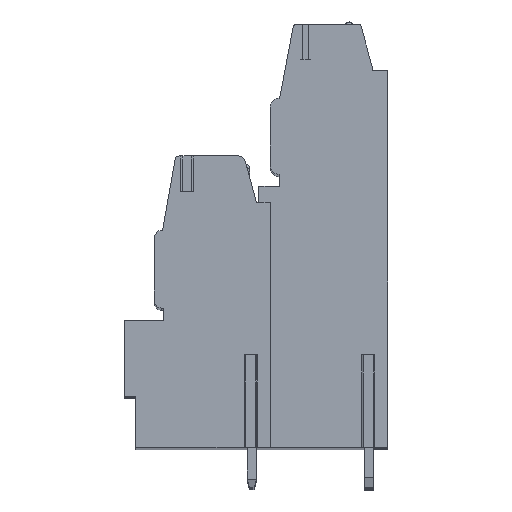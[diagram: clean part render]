
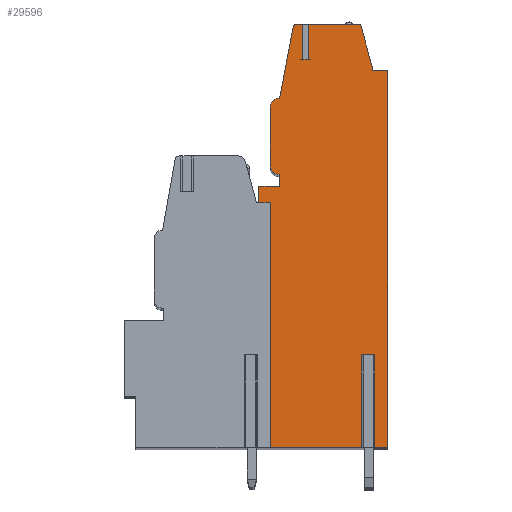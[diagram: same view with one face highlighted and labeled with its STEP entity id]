
A CAD part, top view. The second image highlights one B-rep face of the part: STEP entity #29596.
In plain terms, the highlighted planar face has unit normal (0, 0, 1).
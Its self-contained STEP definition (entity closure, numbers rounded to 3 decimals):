
#13=DIRECTION('',(0.,1.,0.));
#14=VECTOR('',#13,14.45);
#15=CARTESIAN_POINT('',(1.,-19.1,104.14));
#16=LINE('',#15,#14);
#17=DIRECTION('',(0.,-1.,0.));
#18=VECTOR('',#17,1.45);
#19=CARTESIAN_POINT('',(0.,3.5,104.14));
#20=LINE('',#19,#18);
#21=DIRECTION('',(-1.,0.,0.));
#22=VECTOR('',#21,1.8);
#23=CARTESIAN_POINT('',(1.8,3.5,104.14));
#24=LINE('',#23,#22);
#25=DIRECTION('',(0.,-1.,0.));
#26=VECTOR('',#25,1.);
#27=CARTESIAN_POINT('',(1.8,4.5,104.14));
#28=LINE('',#27,#26);
#29=CARTESIAN_POINT('',(1.8,5.3,104.14));
#30=DIRECTION('',(0.,0.,1.));
#31=DIRECTION('',(-1.,0.,0.));
#32=AXIS2_PLACEMENT_3D('',#29,#30,#31);
#34=DIRECTION('',(0.,-1.,0.));
#35=VECTOR('',#34,5.);
#36=CARTESIAN_POINT('',(1.,10.3,104.14));
#37=LINE('',#36,#35);
#38=CARTESIAN_POINT('',(1.8,10.3,104.14));
#39=DIRECTION('',(0.,0.,1.));
#40=DIRECTION('',(0.,1.,0.));
#41=AXIS2_PLACEMENT_3D('',#38,#39,#40);
#43=DIRECTION('',(-0.186,-0.983,0.));
#44=VECTOR('',#43,6.265);
#45=CARTESIAN_POINT('',(2.964,17.256,104.14));
#46=LINE('',#45,#44);
#47=CARTESIAN_POINT('',(3.259,17.2,104.14));
#48=DIRECTION('',(0.,0.,1.));
#49=DIRECTION('',(0.,1.,0.));
#50=AXIS2_PLACEMENT_3D('',#47,#48,#49);
#52=DIRECTION('',(-1.,0.,0.));
#53=VECTOR('',#52,0.551);
#54=CARTESIAN_POINT('',(3.81,17.5,104.14));
#55=LINE('',#54,#53);
#56=DIRECTION('',(0.,-1.,0.));
#57=VECTOR('',#56,3.05);
#58=CARTESIAN_POINT('',(3.81,17.5,104.14));
#59=LINE('',#58,#57);
#60=DIRECTION('',(1.,0.,0.));
#61=VECTOR('',#60,0.5);
#62=CARTESIAN_POINT('',(3.81,14.45,104.14));
#63=LINE('',#62,#61);
#64=DIRECTION('',(0.,-1.,0.));
#65=VECTOR('',#64,3.05);
#66=CARTESIAN_POINT('',(4.31,17.5,104.14));
#67=LINE('',#66,#65);
#68=DIRECTION('',(-1.,0.,0.));
#69=VECTOR('',#68,4.27);
#70=CARTESIAN_POINT('',(8.58,17.5,104.14));
#71=LINE('',#70,#69);
#72=CARTESIAN_POINT('',(8.58,17.2,104.14));
#73=DIRECTION('',(0.,0.,1.));
#74=DIRECTION('',(0.965,0.261,0.));
#75=AXIS2_PLACEMENT_3D('',#72,#73,#74);
#77=DIRECTION('',(-0.261,0.965,0.));
#78=VECTOR('',#77,3.539);
#79=CARTESIAN_POINT('',(9.792,13.861,104.14));
#80=LINE('',#79,#78);
#81=DIRECTION('',(-0.035,0.999,0.));
#82=VECTOR('',#81,0.361);
#83=CARTESIAN_POINT('',(9.805,13.5,104.14));
#84=LINE('',#83,#82);
#85=DIRECTION('',(-1.,0.,0.));
#86=VECTOR('',#85,1.355);
#87=CARTESIAN_POINT('',(11.16,13.5,104.14));
#88=LINE('',#87,#86);
#89=DIRECTION('',(0.,1.,0.));
#90=VECTOR('',#89,32.6);
#91=CARTESIAN_POINT('',(11.16,-19.1,104.14));
#92=LINE('',#91,#90);
#93=DIRECTION('',(1.,0.,0.));
#94=VECTOR('',#93,1.39);
#95=CARTESIAN_POINT('',(9.77,-19.1,104.14));
#96=LINE('',#95,#94);
#97=DIRECTION('',(0.,1.,0.));
#98=VECTOR('',#97,8.);
#99=CARTESIAN_POINT('',(9.77,-19.1,104.14));
#100=LINE('',#99,#98);
#101=DIRECTION('',(-1.,0.,0.));
#102=VECTOR('',#101,0.62);
#103=CARTESIAN_POINT('',(9.77,-11.1,104.14));
#104=LINE('',#103,#102);
#105=DIRECTION('',(0.,1.,0.));
#106=VECTOR('',#105,8.);
#107=CARTESIAN_POINT('',(9.15,-19.1,104.14));
#108=LINE('',#107,#106);
#109=DIRECTION('',(1.,0.,0.));
#110=VECTOR('',#109,8.15);
#111=CARTESIAN_POINT('',(1.,-19.1,104.14));
#112=LINE('',#111,#110);
#133=DIRECTION('',(-1.,0.,0.));
#134=VECTOR('',#133,1.195);
#135=CARTESIAN_POINT('',(1.,-4.65,104.14));
#136=LINE('',#135,#134);
#141=DIRECTION('',(-1.,0.,0.));
#142=VECTOR('',#141,0.195);
#143=CARTESIAN_POINT('',(0.,2.05,104.14));
#144=LINE('',#143,#142);
#979=DIRECTION('',(0.,-1.,0.));
#980=VECTOR('',#979,6.7);
#981=CARTESIAN_POINT('',(-0.195,2.05,104.14));
#982=LINE('',#981,#980);
#23258=CARTESIAN_POINT('',(11.16,-19.1,104.14));
#23259=CARTESIAN_POINT('',(11.16,13.5,104.14));
#23260=VERTEX_POINT('',#23258);
#23261=VERTEX_POINT('',#23259);
#23262=CARTESIAN_POINT('',(9.805,13.5,104.14));
#23263=VERTEX_POINT('',#23262);
#23264=CARTESIAN_POINT('',(9.792,13.861,104.14));
#23265=VERTEX_POINT('',#23264);
#23266=CARTESIAN_POINT('',(8.87,17.278,104.14));
#23267=VERTEX_POINT('',#23266);
#23268=CARTESIAN_POINT('',(8.58,17.5,104.14));
#23269=VERTEX_POINT('',#23268);
#23270=CARTESIAN_POINT('',(3.259,17.5,104.14));
#23271=CARTESIAN_POINT('',(2.964,17.256,104.14));
#23272=VERTEX_POINT('',#23270);
#23273=VERTEX_POINT('',#23271);
#23274=CARTESIAN_POINT('',(1.8,11.1,104.14));
#23275=VERTEX_POINT('',#23274);
#23276=CARTESIAN_POINT('',(1.,10.3,104.14));
#23277=VERTEX_POINT('',#23276);
#23278=CARTESIAN_POINT('',(1.,5.3,104.14));
#23279=VERTEX_POINT('',#23278);
#23280=CARTESIAN_POINT('',(1.8,4.5,104.14));
#23281=VERTEX_POINT('',#23280);
#23282=CARTESIAN_POINT('',(1.8,3.5,104.14));
#23283=VERTEX_POINT('',#23282);
#23284=CARTESIAN_POINT('',(0.,3.5,104.14));
#23285=VERTEX_POINT('',#23284);
#23390=CARTESIAN_POINT('',(1.,-19.1,104.14));
#23391=VERTEX_POINT('',#23390);
#23416=CARTESIAN_POINT('',(9.77,-11.1,104.14));
#23417=CARTESIAN_POINT('',(9.15,-11.1,104.14));
#23418=VERTEX_POINT('',#23416);
#23419=VERTEX_POINT('',#23417);
#23420=CARTESIAN_POINT('',(9.77,-19.1,104.14));
#23421=VERTEX_POINT('',#23420);
#23422=CARTESIAN_POINT('',(9.15,-19.1,104.14));
#23423=VERTEX_POINT('',#23422);
#23460=CARTESIAN_POINT('',(3.81,14.45,104.14));
#23461=CARTESIAN_POINT('',(4.31,14.45,104.14));
#23462=VERTEX_POINT('',#23460);
#23463=VERTEX_POINT('',#23461);
#23464=CARTESIAN_POINT('',(4.31,17.5,104.14));
#23465=VERTEX_POINT('',#23464);
#23466=CARTESIAN_POINT('',(3.81,17.5,104.14));
#23467=VERTEX_POINT('',#23466);
#23852=CARTESIAN_POINT('',(-0.195,-4.65,104.14));
#23854=VERTEX_POINT('',#23852);
#23856=CARTESIAN_POINT('',(0.,2.05,104.14));
#23857=CARTESIAN_POINT('',(-0.195,2.05,104.14));
#23858=VERTEX_POINT('',#23856);
#23859=VERTEX_POINT('',#23857);
#23864=CARTESIAN_POINT('',(1.,-4.65,104.14));
#23866=VERTEX_POINT('',#23864);
#29535=CARTESIAN_POINT('',(0.,0.,104.14));
#29536=DIRECTION('',(0.,0.,1.));
#29537=DIRECTION('',(1.,0.,0.));
#29538=AXIS2_PLACEMENT_3D('',#29535,#29536,#29537);
#29539=PLANE('',#29538);
#29541=ORIENTED_EDGE('',*,*,#29540,.T.);
#29543=ORIENTED_EDGE('',*,*,#29542,.T.);
#29545=ORIENTED_EDGE('',*,*,#29544,.F.);
#29547=ORIENTED_EDGE('',*,*,#29546,.F.);
#29549=ORIENTED_EDGE('',*,*,#29548,.F.);
#29551=ORIENTED_EDGE('',*,*,#29550,.F.);
#29553=ORIENTED_EDGE('',*,*,#29552,.F.);
#29555=ORIENTED_EDGE('',*,*,#29554,.F.);
#29557=ORIENTED_EDGE('',*,*,#29556,.F.);
#29559=ORIENTED_EDGE('',*,*,#29558,.F.);
#29561=ORIENTED_EDGE('',*,*,#29560,.F.);
#29563=ORIENTED_EDGE('',*,*,#29562,.F.);
#29565=ORIENTED_EDGE('',*,*,#29564,.F.);
#29567=ORIENTED_EDGE('',*,*,#29566,.T.);
#29569=ORIENTED_EDGE('',*,*,#29568,.T.);
#29571=ORIENTED_EDGE('',*,*,#29570,.F.);
#29573=ORIENTED_EDGE('',*,*,#29572,.F.);
#29575=ORIENTED_EDGE('',*,*,#29574,.F.);
#29577=ORIENTED_EDGE('',*,*,#29576,.F.);
#29579=ORIENTED_EDGE('',*,*,#29578,.F.);
#29581=ORIENTED_EDGE('',*,*,#29580,.F.);
#29583=ORIENTED_EDGE('',*,*,#29582,.F.);
#29585=ORIENTED_EDGE('',*,*,#29584,.F.);
#29587=ORIENTED_EDGE('',*,*,#29586,.T.);
#29589=ORIENTED_EDGE('',*,*,#29588,.T.);
#29591=ORIENTED_EDGE('',*,*,#29590,.F.);
#29593=ORIENTED_EDGE('',*,*,#29592,.F.);
#29594=EDGE_LOOP('',(#29541,#29543,#29545,#29547,#29549,#29551,#29553,#29555,
#29557,#29559,#29561,#29563,#29565,#29567,#29569,#29571,#29573,#29575,#29577,
#29579,#29581,#29583,#29585,#29587,#29589,#29591,#29593));
#29595=FACE_OUTER_BOUND('',#29594,.F.);
#33=CIRCLE('',#32,0.8);
#42=CIRCLE('',#41,0.8);
#51=CIRCLE('',#50,0.3);
#76=CIRCLE('',#75,0.3);
#29540=EDGE_CURVE('',#23391,#23866,#16,.T.);
#29542=EDGE_CURVE('',#23866,#23854,#136,.T.);
#29544=EDGE_CURVE('',#23859,#23854,#982,.T.);
#29546=EDGE_CURVE('',#23858,#23859,#144,.T.);
#29548=EDGE_CURVE('',#23285,#23858,#20,.T.);
#29550=EDGE_CURVE('',#23283,#23285,#24,.T.);
#29552=EDGE_CURVE('',#23281,#23283,#28,.T.);
#29554=EDGE_CURVE('',#23279,#23281,#33,.T.);
#29556=EDGE_CURVE('',#23277,#23279,#37,.T.);
#29558=EDGE_CURVE('',#23275,#23277,#42,.T.);
#29560=EDGE_CURVE('',#23273,#23275,#46,.T.);
#29562=EDGE_CURVE('',#23272,#23273,#51,.T.);
#29564=EDGE_CURVE('',#23467,#23272,#55,.T.);
#29566=EDGE_CURVE('',#23467,#23462,#59,.T.);
#29568=EDGE_CURVE('',#23462,#23463,#63,.T.);
#29570=EDGE_CURVE('',#23465,#23463,#67,.T.);
#29572=EDGE_CURVE('',#23269,#23465,#71,.T.);
#29574=EDGE_CURVE('',#23267,#23269,#76,.T.);
#29576=EDGE_CURVE('',#23265,#23267,#80,.T.);
#29578=EDGE_CURVE('',#23263,#23265,#84,.T.);
#29580=EDGE_CURVE('',#23261,#23263,#88,.T.);
#29582=EDGE_CURVE('',#23260,#23261,#92,.T.);
#29584=EDGE_CURVE('',#23421,#23260,#96,.T.);
#29586=EDGE_CURVE('',#23421,#23418,#100,.T.);
#29588=EDGE_CURVE('',#23418,#23419,#104,.T.);
#29590=EDGE_CURVE('',#23423,#23419,#108,.T.);
#29592=EDGE_CURVE('',#23391,#23423,#112,.T.);
#29596=ADVANCED_FACE('',(#29595),#29539,.T.);
